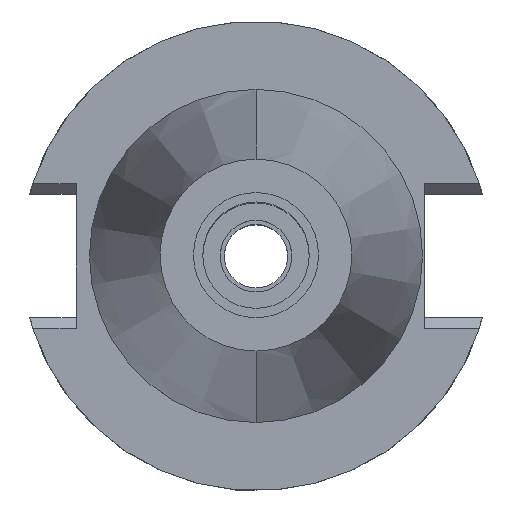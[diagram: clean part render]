
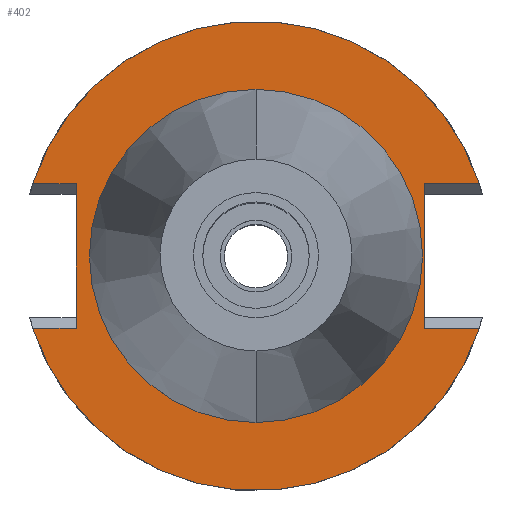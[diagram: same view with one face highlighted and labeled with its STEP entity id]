
A CAD part, top view. The second image highlights one B-rep face of the part: STEP entity #402.
In plain terms, the highlighted planar face has unit normal (0, 0, 1).
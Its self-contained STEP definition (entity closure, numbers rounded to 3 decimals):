
#32 = ORIENTED_EDGE ( 'NONE', *, *, #2010, .T. ) ;
#86 = DIRECTION ( 'NONE',  ( 0., 1., 0. ) ) ;
#115 = CARTESIAN_POINT ( 'NONE',  ( 0., 0., -1.5 ) ) ;
#150 = ORIENTED_EDGE ( 'NONE', *, *, #3209, .F. ) ;
#198 = CIRCLE ( 'NONE', #615, 49.212 ) ;
#260 = CARTESIAN_POINT ( 'NONE',  ( -37.68, -15.155, -1.5 ) ) ;
#329 = LINE ( 'NONE', #3195, #2874 ) ;
#348 = LINE ( 'NONE', #2187, #1923 ) ;
#349 = AXIS2_PLACEMENT_3D ( 'NONE', #2472, #2488, #1712 ) ;
#350 = LINE ( 'NONE', #2165, #3144 ) ;
#386 = VERTEX_POINT ( 'NONE', #2449 ) ;
#402 = ADVANCED_FACE ( 'NONE', ( #1159, #1104 ), #1649, .F. ) ;
#529 = EDGE_CURVE ( 'NONE', #3174, #2515, #1809, .T. ) ;
#545 = EDGE_CURVE ( 'NONE', #2349, #3080, #2769, .T. ) ;
#615 = AXIS2_PLACEMENT_3D ( 'NONE', #1623, #2700, #907 ) ;
#740 = ORIENTED_EDGE ( 'NONE', *, *, #1313, .F. ) ;
#787 = ORIENTED_EDGE ( 'NONE', *, *, #1176, .F. ) ;
#849 = ORIENTED_EDGE ( 'NONE', *, *, #3201, .F. ) ;
#904 = DIRECTION ( 'NONE',  ( 0., -1., 0. ) ) ;
#907 = DIRECTION ( 'NONE',  ( 0., -1., 0. ) ) ;
#908 = CARTESIAN_POINT ( 'NONE',  ( 0., 0., -1.5 ) ) ;
#986 = EDGE_LOOP ( 'NONE', ( #1158, #787 ) ) ;
#1029 = LINE ( 'NONE', #2657, #1456 ) ;
#1051 = EDGE_CURVE ( 'NONE', #1568, #3102, #329, .T. ) ;
#1079 = CARTESIAN_POINT ( 'NONE',  ( -37.68, 15.155, -1.5 ) ) ;
#1104 = FACE_BOUND ( 'NONE', #986, .T. ) ;
#1158 = ORIENTED_EDGE ( 'NONE', *, *, #529, .F. ) ;
#1159 = FACE_OUTER_BOUND ( 'NONE', #2614, .T. ) ;
#1176 = EDGE_CURVE ( 'NONE', #2515, #3174, #2509, .T. ) ;
#1192 = EDGE_CURVE ( 'NONE', #1568, #1212, #350, .T. ) ;
#1205 = AXIS2_PLACEMENT_3D ( 'NONE', #908, #2916, #1635 ) ;
#1212 = VERTEX_POINT ( 'NONE', #2935 ) ;
#1260 = AXIS2_PLACEMENT_3D ( 'NONE', #115, #1918, #904 ) ;
#1313 = EDGE_CURVE ( 'NONE', #3102, #3278, #1469, .T. ) ;
#1378 = DIRECTION ( 'NONE',  ( -1., 0., 0. ) ) ;
#1456 = VECTOR ( 'NONE', #1801, 1000. ) ;
#1469 = LINE ( 'NONE', #2507, #2008 ) ;
#1568 = VERTEX_POINT ( 'NONE', #260 ) ;
#1579 = CARTESIAN_POINT ( 'NONE',  ( 0., -34.925, -1.5 ) ) ;
#1623 = CARTESIAN_POINT ( 'NONE',  ( 0., 0., -1.5 ) ) ;
#1635 = DIRECTION ( 'NONE',  ( 0., -1., 0. ) ) ;
#1649 = PLANE ( 'NONE',  #1260 ) ;
#1699 = CARTESIAN_POINT ( 'NONE',  ( 35.27, 15.155, -1.5 ) ) ;
#1711 = ORIENTED_EDGE ( 'NONE', *, *, #2844, .F. ) ;
#1712 = DIRECTION ( 'NONE',  ( 0., 1., 0. ) ) ;
#1733 = VECTOR ( 'NONE', #3295, 1000. ) ;
#1801 = DIRECTION ( 'NONE',  ( 1., 0., 0. ) ) ;
#1809 = CIRCLE ( 'NONE', #349, 34.925 ) ;
#1835 = ORIENTED_EDGE ( 'NONE', *, *, #545, .F. ) ;
#1889 = VERTEX_POINT ( 'NONE', #2984 ) ;
#1918 = DIRECTION ( 'NONE',  ( 0., 0., -1. ) ) ;
#1923 = VECTOR ( 'NONE', #2714, 1000. ) ;
#1952 = CARTESIAN_POINT ( 'NONE',  ( 0., 34.925, -1.5 ) ) ;
#2008 = VECTOR ( 'NONE', #2553, 1000. ) ;
#2010 = EDGE_CURVE ( 'NONE', #2349, #386, #1029, .T. ) ;
#2079 = CIRCLE ( 'NONE', #2531, 49.212 ) ;
#2165 = CARTESIAN_POINT ( 'NONE',  ( -37.68, -15.155, -1.5 ) ) ;
#2187 = CARTESIAN_POINT ( 'NONE',  ( 35.27, -15.155, -1.5 ) ) ;
#2311 = CARTESIAN_POINT ( 'NONE',  ( 35.27, 15.155, -1.5 ) ) ;
#2349 = VERTEX_POINT ( 'NONE', #2311 ) ;
#2449 = CARTESIAN_POINT ( 'NONE',  ( 46.821, 15.155, -1.5 ) ) ;
#2472 = CARTESIAN_POINT ( 'NONE',  ( 0., 0., -1.5 ) ) ;
#2488 = DIRECTION ( 'NONE',  ( 0., 0., 1. ) ) ;
#2507 = CARTESIAN_POINT ( 'NONE',  ( -37.68, 15.155, -1.5 ) ) ;
#2509 = CIRCLE ( 'NONE', #1205, 34.925 ) ;
#2515 = VERTEX_POINT ( 'NONE', #1579 ) ;
#2531 = AXIS2_PLACEMENT_3D ( 'NONE', #2797, #3041, #3270 ) ;
#2553 = DIRECTION ( 'NONE',  ( -1., 0., 0. ) ) ;
#2614 = EDGE_LOOP ( 'NONE', ( #3005, #150, #849, #1835, #32, #1711, #740, #3224 ) ) ;
#2619 = CARTESIAN_POINT ( 'NONE',  ( 35.27, -15.155, -1.5 ) ) ;
#2657 = CARTESIAN_POINT ( 'NONE',  ( 35.27, 15.155, -1.5 ) ) ;
#2700 = DIRECTION ( 'NONE',  ( 0., 0., -1. ) ) ;
#2714 = DIRECTION ( 'NONE',  ( 1., 0., 0. ) ) ;
#2769 = LINE ( 'NONE', #1699, #1733 ) ;
#2797 = CARTESIAN_POINT ( 'NONE',  ( 0., 0., -1.5 ) ) ;
#2844 = EDGE_CURVE ( 'NONE', #3278, #386, #2079, .T. ) ;
#2874 = VECTOR ( 'NONE', #86, 1000. ) ;
#2916 = DIRECTION ( 'NONE',  ( 0., 0., 1. ) ) ;
#2935 = CARTESIAN_POINT ( 'NONE',  ( -46.821, -15.155, -1.5 ) ) ;
#2984 = CARTESIAN_POINT ( 'NONE',  ( 46.821, -15.155, -1.5 ) ) ;
#3005 = ORIENTED_EDGE ( 'NONE', *, *, #1192, .T. ) ;
#3041 = DIRECTION ( 'NONE',  ( 0., 0., -1. ) ) ;
#3080 = VERTEX_POINT ( 'NONE', #2619 ) ;
#3102 = VERTEX_POINT ( 'NONE', #1079 ) ;
#3144 = VECTOR ( 'NONE', #1378, 1000. ) ;
#3174 = VERTEX_POINT ( 'NONE', #1952 ) ;
#3195 = CARTESIAN_POINT ( 'NONE',  ( -37.68, -15.155, -1.5 ) ) ;
#3201 = EDGE_CURVE ( 'NONE', #3080, #1889, #348, .T. ) ;
#3209 = EDGE_CURVE ( 'NONE', #1889, #1212, #198, .T. ) ;
#3213 = CARTESIAN_POINT ( 'NONE',  ( -46.821, 15.155, -1.5 ) ) ;
#3224 = ORIENTED_EDGE ( 'NONE', *, *, #1051, .F. ) ;
#3270 = DIRECTION ( 'NONE',  ( 0., 1., 0. ) ) ;
#3278 = VERTEX_POINT ( 'NONE', #3213 ) ;
#3295 = DIRECTION ( 'NONE',  ( 0., -1., 0. ) ) ;
